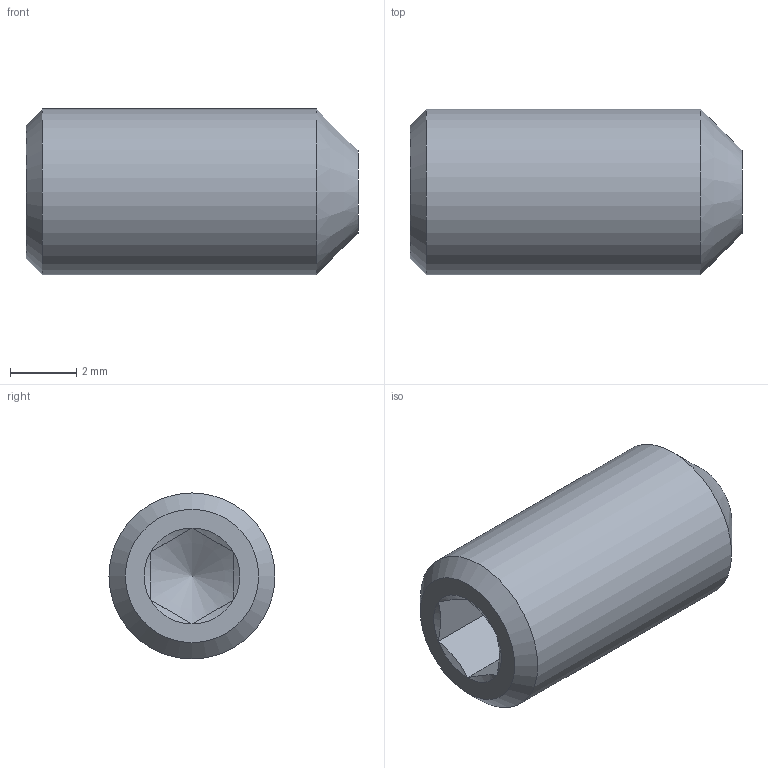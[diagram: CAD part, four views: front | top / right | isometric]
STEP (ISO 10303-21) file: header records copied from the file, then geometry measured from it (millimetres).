
FILE_DESCRIPTION(/* description */ ('Alibre Inc.'),/* implementation_level */ '2;1');
FILE_NAME(/* name */ 'export-27D44163-FD21-480B-8824-2A23E02BABB4',/* time_stamp */ '2024-07-06T16:26:41+02:00',/* author */ (''),/* organization */ (''),/* preprocessor_version */ 'ST-DEVELOPER v17',/* originating_system */ 'Alibre',/* authorisation */ '');
FILE_SCHEMA (('AUTOMOTIVE_DESIGN'));
Length unit declared in the file: millimetre
Products named in the file (1): Slotted set screw DIN 916 M5x10 07850.050.010(High)
Bounding box: 10 x 5 x 5 mm (x, y, z)
Volume: 164.8 mm3; surface area: 208.7 mm2
Topology: 1 solids, 1 shells, 19 faces, 40 edges, 23 vertices
Faces by surface type: cone 10, plane 8, cylinder 1
Full cylindrical faces by diameter (mm): 5 x1
Entity records: 486 total; most frequent: CARTESIAN_POINT 96, ORIENTED_EDGE 76, DIRECTION 69, EDGE_CURVE 38, AXIS2_PLACEMENT_3D 30, VERTEX_POINT 23, EDGE_LOOP 21, FACE_BOUND 21
